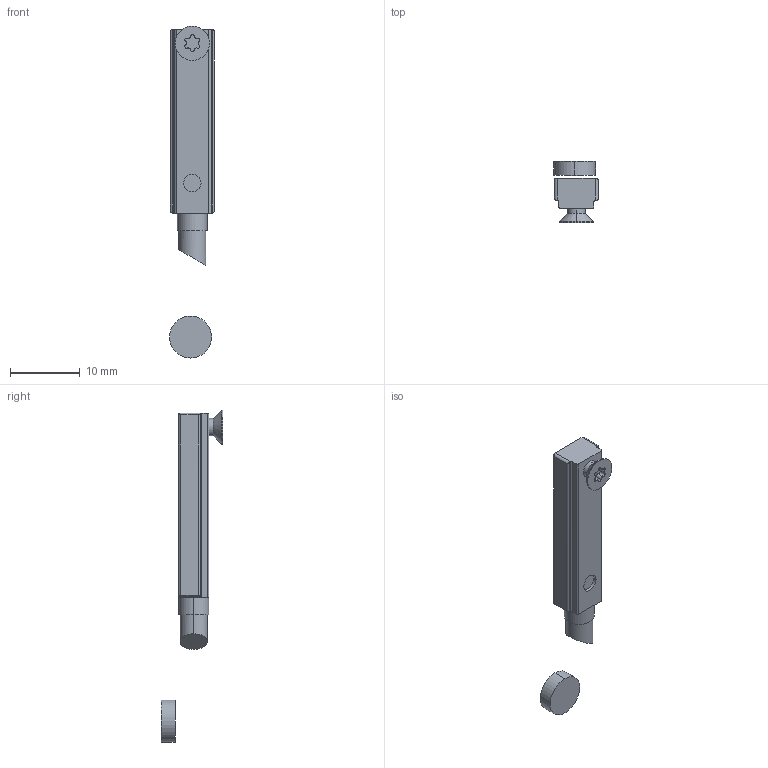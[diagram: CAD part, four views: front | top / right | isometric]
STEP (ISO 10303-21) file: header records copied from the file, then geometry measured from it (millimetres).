
FILE_DESCRIPTION (( 'STEP AP214' ), '1' );
FILE_NAME ('45790~0.STEP', '2018-01-25T09:10:45', ( '' ), ( '' ), 'SwSTEP 2.0', 'SolidWorks 2016', '' );
FILE_SCHEMA (( 'AUTOMOTIVE_DESIGN' ));
Length unit declared in the file: millimetre
Products named in the file (4): 45790~0; DIN7991~n_M02,5x006; 46222~0_S; 25638~0
Assembly tree (3 placements, depth 2):
  45790~0
    DIN7991~n_M02,5x006
    46222~0_S
    25638~0
Bounding box: 6.4 x 8.8 x 47.45 mm (x, y, z)
Volume: 839.2 mm3; surface area: 857.3 mm2
Topology: 3 solids, 3 shells, 74 faces, 181 edges, 118 vertices
Faces by surface type: cylinder 43, plane 25, cone 4, bspline 2
Entity records: 2642 total; most frequent: CARTESIAN_POINT 513, DIRECTION 403, ORIENTED_EDGE 362, EDGE_CURVE 181, AXIS2_PLACEMENT_3D 158, VERTEX_POINT 118, VECTOR 87, LINE 87
